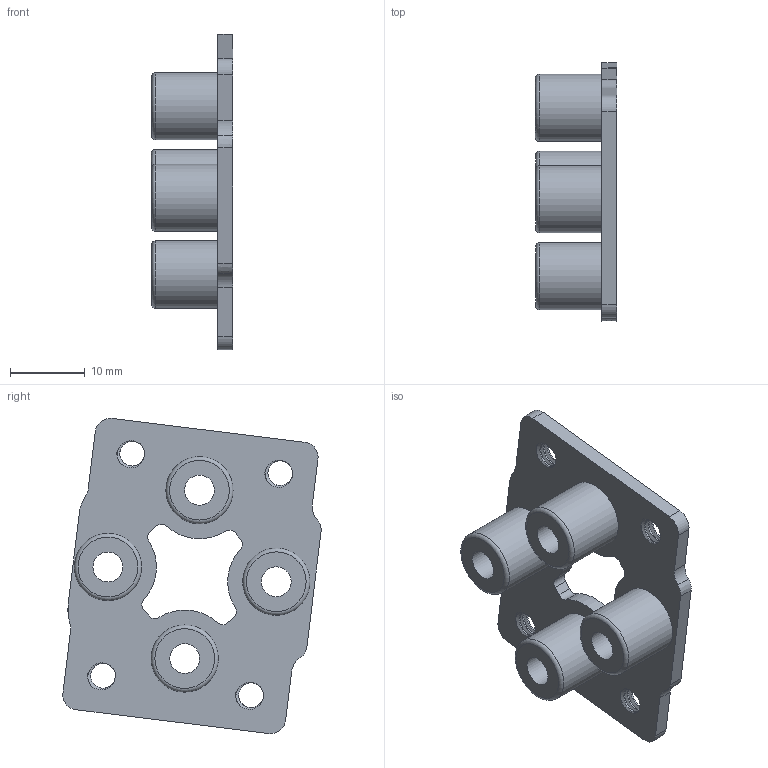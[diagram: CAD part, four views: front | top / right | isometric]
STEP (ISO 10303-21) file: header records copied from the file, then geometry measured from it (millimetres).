
FILE_DESCRIPTION(/* description */ (''),/* implementation_level */ '2;1');
FILE_NAME(/* name */ 'RotatingWingMountingBracket_6061Aluminum.step',/* time_stamp */ '2025-07-30T06:42:49-04:00',/* author */ (''),/* organization */ (''),/* preprocessor_version */ 'ST-DEVELOPER v20.1',/* originating_system */ 'Autodesk Translation Framework v14.10.0.0',/* authorisation */ '');
FILE_SCHEMA (('AUTOMOTIVE_DESIGN { 1 0 10303 214 3 1 1 }'));
Length unit declared in the file: millimetre
Products named in the file (1): FusionComponent
Bounding box: 10.87 x 34.6 x 42.23 mm (x, y, z)
Volume: 3812.2 mm3; surface area: 4057.1 mm2
Topology: 1 solids, 1 shells, 94 faces, 264 edges, 176 vertices
Faces by surface type: cylinder 56, plane 18, bspline 16, torus 4
Full cylindrical faces by diameter (mm): 3.332 x8, 4 x4, 9 x4
Entity records: 5926 total; most frequent: CARTESIAN_POINT 3591, ORIENTED_EDGE 528, DIRECTION 402, EDGE_CURVE 264, VERTEX_POINT 176, AXIS2_PLACEMENT_3D 159, EDGE_LOOP 116, B_SPLINE_CURVE_WITH_KNOTS 96
